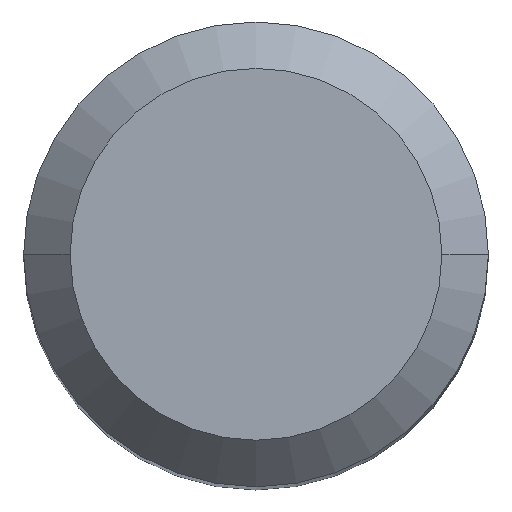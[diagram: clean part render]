
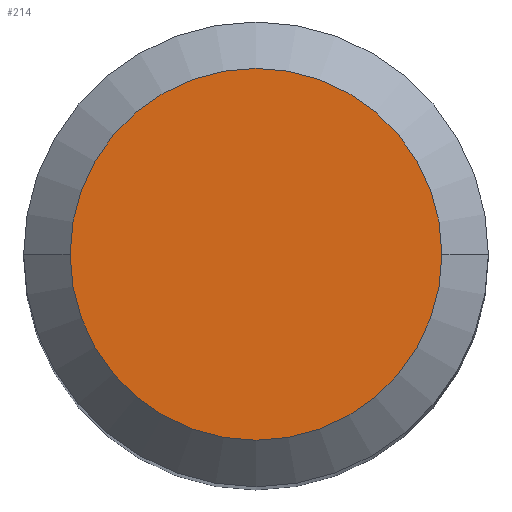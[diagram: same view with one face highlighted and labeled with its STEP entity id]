
A CAD part, top view. The second image highlights one B-rep face of the part: STEP entity #214.
In plain terms, the highlighted planar face has unit normal (0, 0, 1).
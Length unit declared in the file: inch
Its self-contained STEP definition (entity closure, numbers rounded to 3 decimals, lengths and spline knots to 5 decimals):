
#40 = DIRECTION ( 'NONE',  ( 1., 0., 0. ) ) ;
#41 = DIRECTION ( 'NONE',  ( 1., 0., 0. ) ) ;
#58 = DIRECTION ( 'NONE',  ( -1., 0., 0. ) ) ;
#60 = EDGE_CURVE ( 'NONE', #183, #300, #309, .T. ) ;
#75 = AXIS2_PLACEMENT_3D ( 'NONE', #420, #379, #40 ) ;
#81 = EDGE_CURVE ( 'NONE', #300, #183, #138, .T. ) ;
#101 = AXIS2_PLACEMENT_3D ( 'NONE', #166, #432, #58 ) ;
#138 = CIRCLE ( 'NONE', #75, 0.15748 ) ;
#149 = AXIS2_PLACEMENT_3D ( 'NONE', #455, #429, #41 ) ;
#166 = CARTESIAN_POINT ( 'NONE',  ( 0., 0., 0. ) ) ;
#183 = VERTEX_POINT ( 'NONE', #400 ) ;
#205 = ORIENTED_EDGE ( 'NONE', *, *, #60, .T. ) ;
#214 = ADVANCED_FACE ( 'NONE', ( #355 ), #390, .F. ) ;
#234 = ORIENTED_EDGE ( 'NONE', *, *, #81, .T. ) ;
#259 = EDGE_LOOP ( 'NONE', ( #205, #234 ) ) ;
#300 = VERTEX_POINT ( 'NONE', #464 ) ;
#309 = CIRCLE ( 'NONE', #149, 0.15748 ) ;
#355 = FACE_OUTER_BOUND ( 'NONE', #259, .T. ) ;
#379 = DIRECTION ( 'NONE',  ( 0., 0., 1. ) ) ;
#390 = PLANE ( 'NONE',  #101 ) ;
#400 = CARTESIAN_POINT ( 'NONE',  ( -0.15748, 0., 0. ) ) ;
#420 = CARTESIAN_POINT ( 'NONE',  ( 0., 0., 0. ) ) ;
#429 = DIRECTION ( 'NONE',  ( 0., 0., 1. ) ) ;
#432 = DIRECTION ( 'NONE',  ( 0., 0., -1. ) ) ;
#455 = CARTESIAN_POINT ( 'NONE',  ( 0., 0., 0. ) ) ;
#464 = CARTESIAN_POINT ( 'NONE',  ( 0.15748, 0., 0. ) ) ;
